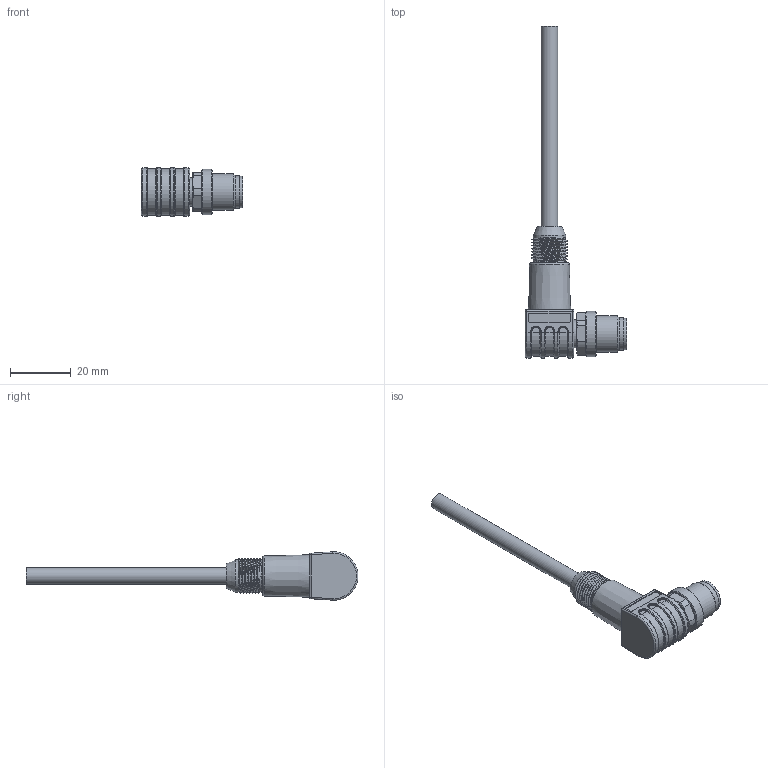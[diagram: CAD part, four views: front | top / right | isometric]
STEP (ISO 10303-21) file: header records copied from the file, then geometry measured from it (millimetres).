
FILE_DESCRIPTION(/* description */ (''),/* implementation_level */ '2;1');
FILE_NAME(/* name */ 'RA-WWASGSY4-L_stp.stp',/* time_stamp */ '2017-03-03T13:57:58+01:00',/* author */ (''),/* organization */ (''),/* preprocessor_version */ 'ST-DEVELOPER v16',/* originating_system */ 'SIEMENS PLM Software NX 10.0',/* authorisation */ '');
FILE_SCHEMA (('AUTOMOTIVE_DESIGN { 1 0 10303 214 3 1 1 1 }'));
Length unit declared in the file: millimetre
Products named in the file (1): RA-WWASGSY4-L_stp
Bounding box: 33.5 x 109.67 x 15.97 mm (x, y, z)
Volume: 10010.9 mm3; surface area: 4915.1 mm2
Topology: 1 solids, 1 shells, 296 faces, 750 edges, 465 vertices
Faces by surface type: cylinder 109, plane 95, torus 26, extrusion 25, bspline 22, cone 11, sphere 8
Full cylindrical faces by diameter (mm): 1 x4, 5.4 x1, 8.3 x1, 9.3 x1, 10.5 x1, 10.77 x7, 10.8 x1, 12 x1, 15 x1
Entity records: 10393 total; most frequent: CARTESIAN_POINT 3710, DIRECTION 1378, ORIENTED_EDGE 1366, EDGE_CURVE 683, AXIS2_PLACEMENT_3D 510, VERTEX_POINT 436, VECTOR 358, LINE 333
